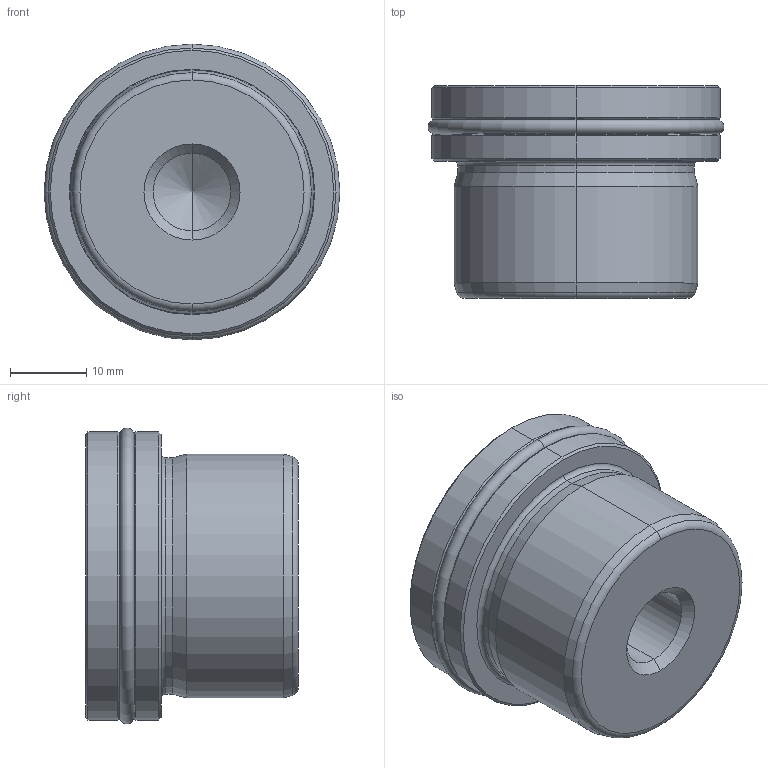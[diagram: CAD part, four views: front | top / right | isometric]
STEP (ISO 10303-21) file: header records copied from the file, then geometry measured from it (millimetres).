
FILE_DESCRIPTION (( 'STEP AP214' ), '1' );
FILE_NAME ('804 262 Nippelbefestigungsvariante D 045-362-02.STEP', '2014-04-23T09:22:19', ( '' ), ( '' ), 'SwSTEP 2.0', 'SolidWorks 2013', '' );
FILE_SCHEMA (( 'AUTOMOTIVE_DESIGN' ));
Length unit declared in the file: millimetre
Products named in the file (1): 804 262 Nippelbefestigungsvariante D 045-362-02
Bounding box: 38.81 x 27.9 x 38.81 mm (x, y, z)
Volume: 23316.7 mm3; surface area: 6431.3 mm2
Topology: 1 solids, 1 shells, 57 faces, 118 edges, 63 vertices
Faces by surface type: cone 20, cylinder 18, torus 14, plane 5
Entity records: 1516 total; most frequent: DIRECTION 302, CARTESIAN_POINT 233, ORIENTED_EDGE 224, AXIS2_PLACEMENT_3D 132, EDGE_CURVE 112, CIRCLE 74, VERTEX_POINT 63, EDGE_LOOP 63
